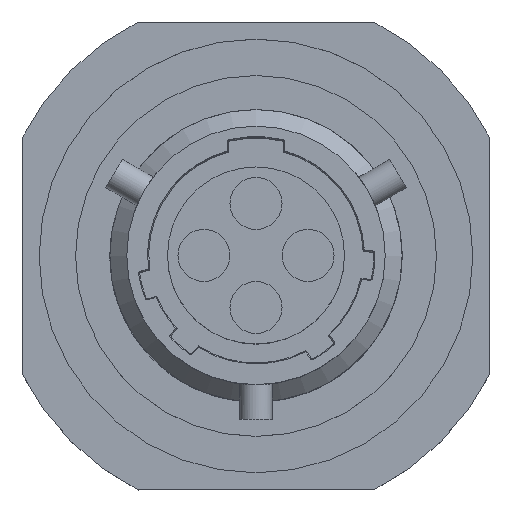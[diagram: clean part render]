
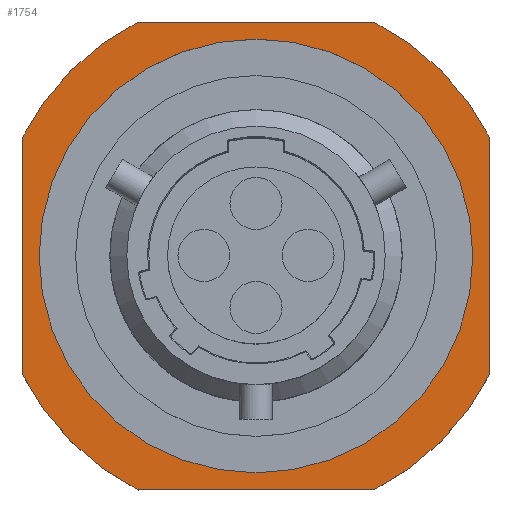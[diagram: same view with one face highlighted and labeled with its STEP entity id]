
A CAD part, top view. The second image highlights one B-rep face of the part: STEP entity #1754.
In plain terms, the highlighted planar face has unit normal (0, 0, 1).
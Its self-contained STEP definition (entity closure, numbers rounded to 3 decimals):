
#106=LINE($,#3346,#186);
#114=LINE($,#3368,#194);
#115=LINE($,#3369,#195);
#116=LINE($,#3370,#196);
#186=VECTOR($,#2343,13.589);
#194=VECTOR($,#2367,13.589);
#195=VECTOR($,#2368,13.589);
#196=VECTOR($,#2369,13.589);
#286=PLANE($,#1973);
#396=FACE_BOUND($,#637,.T.);
#475=FACE_OUTER_BOUND($,#636,.T.);
#636=EDGE_LOOP($,(#1406,#1407,#1408,#1409,#1410,#1411,#1412,#1413));
#637=EDGE_LOOP($,(#1414));
#753=CIRCLE($,#1942,12.5);
#763=CIRCLE($,#1960,15.1);
#765=CIRCLE($,#1963,15.1);
#769=CIRCLE($,#1970,15.1);
#770=CIRCLE($,#1972,15.1);
#887=VERTEX_POINT($,#3273);
#901=VERTEX_POINT($,#3325);
#902=VERTEX_POINT($,#3326);
#905=VERTEX_POINT($,#3334);
#906=VERTEX_POINT($,#3335);
#909=VERTEX_POINT($,#3343);
#914=VERTEX_POINT($,#3358);
#915=VERTEX_POINT($,#3362);
#916=VERTEX_POINT($,#3363);
#1066=EDGE_CURVE($,#887,#887,#753,.T.);
#1082=EDGE_CURVE($,#901,#902,#763,.T.);
#1086=EDGE_CURVE($,#905,#906,#765,.T.);
#1091=EDGE_CURVE($,#909,#901,#106,.T.);
#1099=EDGE_CURVE($,#909,#914,#769,.T.);
#1100=EDGE_CURVE($,#915,#916,#770,.T.);
#1103=EDGE_CURVE($,#915,#914,#114,.T.);
#1104=EDGE_CURVE($,#906,#916,#115,.T.);
#1105=EDGE_CURVE($,#902,#905,#116,.T.);
#1406=ORIENTED_EDGE($,*,*,#1099,.T.);
#1407=ORIENTED_EDGE($,*,*,#1103,.F.);
#1408=ORIENTED_EDGE($,*,*,#1100,.T.);
#1409=ORIENTED_EDGE($,*,*,#1104,.F.);
#1410=ORIENTED_EDGE($,*,*,#1086,.F.);
#1411=ORIENTED_EDGE($,*,*,#1105,.F.);
#1412=ORIENTED_EDGE($,*,*,#1082,.F.);
#1413=ORIENTED_EDGE($,*,*,#1091,.F.);
#1414=ORIENTED_EDGE($,*,*,#1066,.F.);
#1754=ADVANCED_FACE($,(#475,#396),#286,.F.);
#1942=AXIS2_PLACEMENT_3D($,#3274,#2286,#2287);
#1960=AXIS2_PLACEMENT_3D($,#3327,#2326,#2327);
#1963=AXIS2_PLACEMENT_3D($,#3336,#2334,#2335);
#1970=AXIS2_PLACEMENT_3D($,#3360,#2357,#2358);
#1972=AXIS2_PLACEMENT_3D($,#3364,#2361,#2362);
#1973=AXIS2_PLACEMENT_3D($,#3367,#2365,#2366);
#2286=DIRECTION('center_axis',(0.,0.,
1.));
#2287=DIRECTION('ref_axis',(0.,1.,0.));
#2326=DIRECTION('center_axis',(0.,0.,
-1.));
#2327=DIRECTION('ref_axis',(0.45,0.893,0.));
#2334=DIRECTION('center_axis',(0.,0.,
-1.));
#2335=DIRECTION('ref_axis',(0.893,-0.45,0.));
#2343=DIRECTION($,(1.,0.,0.));
#2357=DIRECTION('center_axis',(0.,0.,
1.));
#2358=DIRECTION('ref_axis',(-0.45,0.893,0.));
#2361=DIRECTION('center_axis',(0.,0.,
1.));
#2362=DIRECTION('ref_axis',(-0.893,-0.45,0.));
#2365=DIRECTION('center_axis',(0.,0.,
-1.));
#2366=DIRECTION('ref_axis',(-1.,0.,0.));
#2367=DIRECTION($,(0.,1.,0.));
#2368=DIRECTION($,(-1.,0.,0.));
#2369=DIRECTION($,(0.,-1.,0.));
#3273=CARTESIAN_POINT('',(0.,12.5,5.82));
#3274=CARTESIAN_POINT('Origin',(0.,0.,5.82));
#3325=CARTESIAN_POINT('',(6.794,13.485,5.82));
#3326=CARTESIAN_POINT('',(13.485,6.794,5.82));
#3327=CARTESIAN_POINT('Origin',(0.,0.,5.82));
#3334=CARTESIAN_POINT('',(13.485,-6.794,5.82));
#3335=CARTESIAN_POINT('',(6.794,-13.485,5.82));
#3336=CARTESIAN_POINT('Origin',(0.,0.,5.82));
#3343=CARTESIAN_POINT('',(-6.794,13.485,5.82));
#3346=CARTESIAN_POINT($,(-6.794,13.485,5.82));
#3358=CARTESIAN_POINT('',(-13.485,6.794,5.82));
#3360=CARTESIAN_POINT('Origin',(0.,0.,5.82));
#3362=CARTESIAN_POINT('',(-13.485,-6.794,5.82));
#3363=CARTESIAN_POINT('',(-6.794,-13.485,5.82));
#3364=CARTESIAN_POINT('Origin',(0.,0.,5.82));
#3367=CARTESIAN_POINT('Origin',(14.834,-14.833,5.82));
#3368=CARTESIAN_POINT($,(-13.485,-6.794,5.82));
#3369=CARTESIAN_POINT($,(6.794,-13.485,5.82));
#3370=CARTESIAN_POINT($,(13.485,6.794,5.82));
